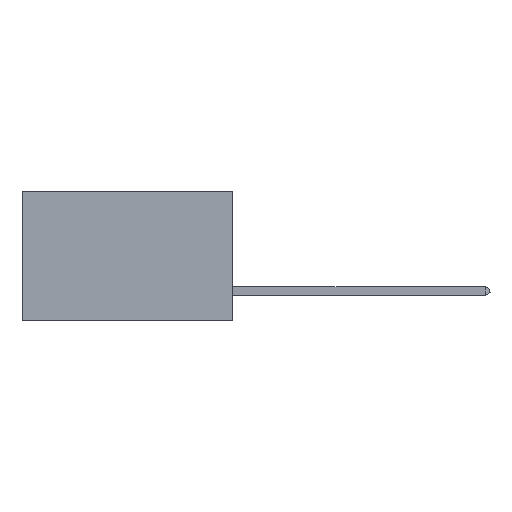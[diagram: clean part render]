
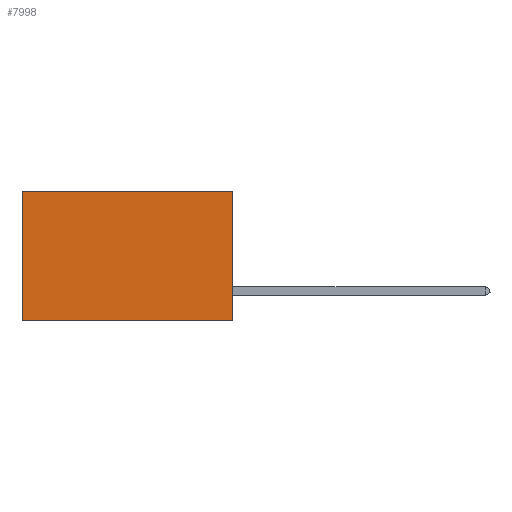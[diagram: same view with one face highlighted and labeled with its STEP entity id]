
A CAD part, left-side view. The second image highlights one B-rep face of the part: STEP entity #7998.
In plain terms, the highlighted planar face has unit normal (-1, 0, 0).
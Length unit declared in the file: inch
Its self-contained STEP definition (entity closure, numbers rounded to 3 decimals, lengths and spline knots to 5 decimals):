
#174 = DIRECTION ( 'NONE',  ( 0., 0., -1. ) ) ;
#224 = PLANE ( 'NONE',  #11647 ) ;
#544 = DIRECTION ( 'NONE',  ( 0., 0., -1. ) ) ;
#982 = ORIENTED_EDGE ( 'NONE', *, *, #8505, .F. ) ;
#1331 = VERTEX_POINT ( 'NONE', #11218 ) ;
#1569 = LINE ( 'NONE', #3315, #4075 ) ;
#3022 = VECTOR ( 'NONE', #10223, 39.37008 ) ;
#3176 = ORIENTED_EDGE ( 'NONE', *, *, #13000, .F. ) ;
#3315 = CARTESIAN_POINT ( 'NONE',  ( 0.2875, 0., -0.37 ) ) ;
#3637 = ORIENTED_EDGE ( 'NONE', *, *, #4620, .T. ) ;
#3728 = LINE ( 'NONE', #13390, #3022 ) ;
#4075 = VECTOR ( 'NONE', #12854, 39.37008 ) ;
#4179 = VECTOR ( 'NONE', #5153, 39.37008 ) ;
#4545 = LINE ( 'NONE', #8240, #9004 ) ;
#4620 = EDGE_CURVE ( 'NONE', #11510, #1331, #3728, .T. ) ;
#5153 = DIRECTION ( 'NONE',  ( 0., 0., -1. ) ) ;
#6239 = CARTESIAN_POINT ( 'NONE',  ( 0.2875, 0., 0. ) ) ;
#6298 = CARTESIAN_POINT ( 'NONE',  ( 0.2875, 0., 0. ) ) ;
#7300 = VERTEX_POINT ( 'NONE', #11713 ) ;
#7432 = ORIENTED_EDGE ( 'NONE', *, *, #13772, .T. ) ;
#7806 = CARTESIAN_POINT ( 'NONE',  ( 0.2875, 0., -0.37 ) ) ;
#7998 = ADVANCED_FACE ( 'NONE', ( #14313 ), #224, .F. ) ;
#8240 = CARTESIAN_POINT ( 'NONE',  ( 0.2875, 0.6, 0. ) ) ;
#8505 = EDGE_CURVE ( 'NONE', #12609, #7300, #1569, .T. ) ;
#9004 = VECTOR ( 'NONE', #544, 39.37008 ) ;
#10223 = DIRECTION ( 'NONE',  ( 0., 1., 0. ) ) ;
#11218 = CARTESIAN_POINT ( 'NONE',  ( 0.2875, 0.6, 0. ) ) ;
#11493 = CARTESIAN_POINT ( 'NONE',  ( 0.2875, 0., 0. ) ) ;
#11510 = VERTEX_POINT ( 'NONE', #6298 ) ;
#11647 = AXIS2_PLACEMENT_3D ( 'NONE', #11493, #12616, #174 ) ;
#11713 = CARTESIAN_POINT ( 'NONE',  ( 0.2875, 0.6, -0.37 ) ) ;
#11891 = EDGE_LOOP ( 'NONE', ( #7432, #982, #3176, #3637 ) ) ;
#12124 = LINE ( 'NONE', #6239, #4179 ) ;
#12609 = VERTEX_POINT ( 'NONE', #7806 ) ;
#12616 = DIRECTION ( 'NONE',  ( 1., 0., 0. ) ) ;
#12854 = DIRECTION ( 'NONE',  ( 0., 1., 0. ) ) ;
#13000 = EDGE_CURVE ( 'NONE', #11510, #12609, #12124, .T. ) ;
#13390 = CARTESIAN_POINT ( 'NONE',  ( 0.2875, 0., 0. ) ) ;
#13772 = EDGE_CURVE ( 'NONE', #1331, #7300, #4545, .T. ) ;
#14313 = FACE_OUTER_BOUND ( 'NONE', #11891, .T. ) ;
